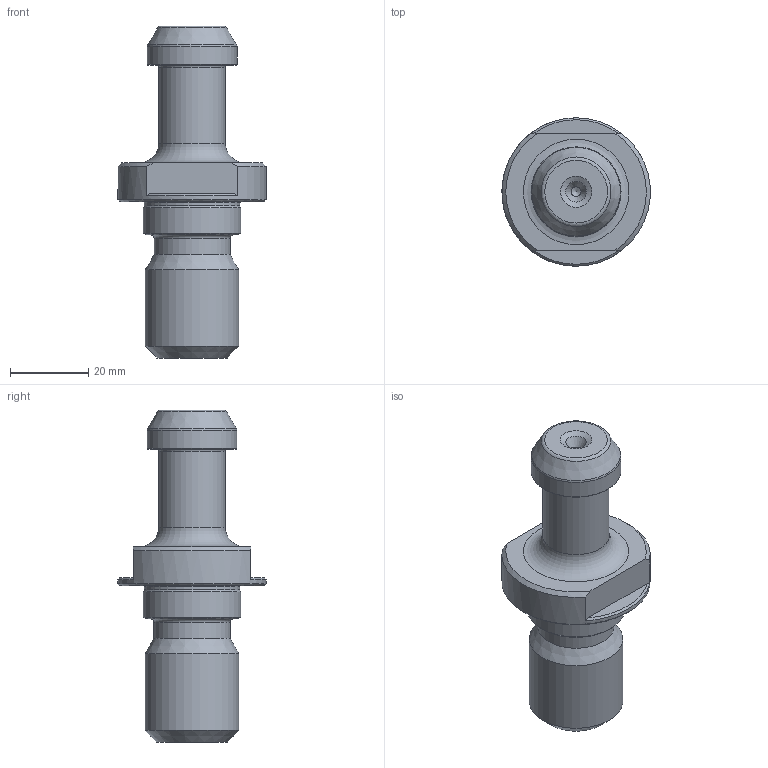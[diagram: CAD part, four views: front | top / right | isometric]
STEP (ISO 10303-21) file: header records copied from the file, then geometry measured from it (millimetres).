
FILE_DESCRIPTION(/* description */ (''),/* implementation_level */ '2;1');
FILE_NAME(/* name */ '1498466700128.stp',/* time_stamp */ '2017-06-26T10:45:03+02:00',/* author */ (''),/* organization */ ('SMS'),/* preprocessor_version */ 'ST-DEVELOPER v15',/* originating_system */ 'SIEMENS PLM Software NX 8.5',/* authorisation */ '');
FILE_SCHEMA (('AUTOMOTIVE_DESIGN { 1 0 10303 214 3 1 1 1 }'));
Length unit declared in the file: millimetre
Products named in the file (1): 201120401MOD000_00
Bounding box: 37.93 x 38 x 85 mm (x, y, z)
Volume: 36793.1 mm3; surface area: 8526.7 mm2
Topology: 1 solids, 1 shells, 44 faces, 93 edges, 56 vertices
Faces by surface type: cone 18, plane 11, cylinder 9, torus 6
Full cylindrical faces by diameter (mm): 2.5 x2, 17 x1, 19.5 x1, 23 x1, 24 x1, 24.5 x1, 25 x1, 38 x1
Entity records: 1044 total; most frequent: DIRECTION 188, CARTESIAN_POINT 182, ORIENTED_EDGE 116, AXIS2_PLACEMENT_3D 90, EDGE_LOOP 78, FACE_BOUND 72, EDGE_CURVE 58, VERTEX_POINT 52
